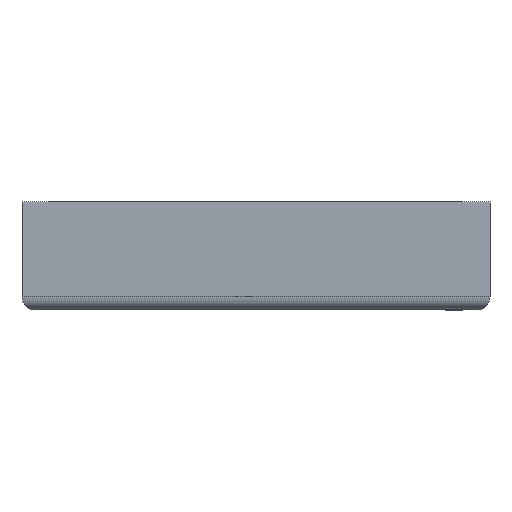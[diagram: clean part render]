
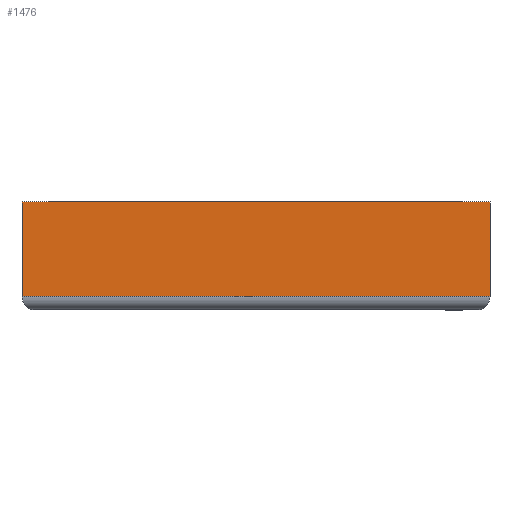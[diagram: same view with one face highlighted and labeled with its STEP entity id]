
A CAD part, front view. The second image highlights one B-rep face of the part: STEP entity #1476.
In plain terms, the highlighted planar face has unit normal (0, -1, 0).
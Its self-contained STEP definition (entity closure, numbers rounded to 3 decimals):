
#529 = PLANE('',#530);
#530 = AXIS2_PLACEMENT_3D('',#531,#532,#533);
#531 = CARTESIAN_POINT('',(-21.5,-21.,0.));
#532 = DIRECTION('',(-1.,0.,0.));
#533 = DIRECTION('',(0.,1.,0.));
#557 = PLANE('',#558);
#558 = AXIS2_PLACEMENT_3D('',#559,#560,#561);
#559 = CARTESIAN_POINT('',(-21.5,81.,12.));
#560 = DIRECTION('',(0.,0.,1.));
#561 = DIRECTION('',(1.,0.,0.));
#585 = PLANE('',#586);
#586 = AXIS2_PLACEMENT_3D('',#587,#588,#589);
#587 = CARTESIAN_POINT('',(30.5,81.,0.));
#588 = DIRECTION('',(1.,0.,0.));
#589 = DIRECTION('',(0.,-1.,0.));
#626 = EDGE_CURVE('',#627,#629,#631,.T.);
#627 = VERTEX_POINT('',#628);
#628 = CARTESIAN_POINT('',(-21.5,-21.,1.5));
#629 = VERTEX_POINT('',#630);
#630 = CARTESIAN_POINT('',(-21.5,-21.,12.));
#631 = SURFACE_CURVE('',#632,(#636,#643),.PCURVE_S1.);
#632 = LINE('',#633,#634);
#633 = CARTESIAN_POINT('',(-21.5,-21.,0.));
#634 = VECTOR('',#635,1.);
#635 = DIRECTION('',(0.,0.,1.));
#636 = PCURVE('',#529,#637);
#637 = DEFINITIONAL_REPRESENTATION('',(#638),#642);
#638 = LINE('',#639,#640);
#639 = CARTESIAN_POINT('',(0.,0.));
#640 = VECTOR('',#641,1.);
#641 = DIRECTION('',(0.,-1.));
#642 = ( GEOMETRIC_REPRESENTATION_CONTEXT(2) 
PARAMETRIC_REPRESENTATION_CONTEXT() REPRESENTATION_CONTEXT('2D SPACE',''
  ) );
#643 = PCURVE('',#644,#649);
#644 = PLANE('',#645);
#645 = AXIS2_PLACEMENT_3D('',#646,#647,#648);
#646 = CARTESIAN_POINT('',(30.5,-21.,0.));
#647 = DIRECTION('',(0.,-1.,0.));
#648 = DIRECTION('',(-1.,0.,0.));
#649 = DEFINITIONAL_REPRESENTATION('',(#650),#654);
#650 = LINE('',#651,#652);
#651 = CARTESIAN_POINT('',(52.,0.));
#652 = VECTOR('',#653,1.);
#653 = DIRECTION('',(0.,-1.));
#654 = ( GEOMETRIC_REPRESENTATION_CONTEXT(2) 
PARAMETRIC_REPRESENTATION_CONTEXT() REPRESENTATION_CONTEXT('2D SPACE',''
  ) );
#709 = EDGE_CURVE('',#710,#629,#712,.T.);
#710 = VERTEX_POINT('',#711);
#711 = CARTESIAN_POINT('',(30.5,-21.,12.));
#712 = SURFACE_CURVE('',#713,(#717,#724),.PCURVE_S1.);
#713 = LINE('',#714,#715);
#714 = CARTESIAN_POINT('',(30.5,-21.,12.));
#715 = VECTOR('',#716,1.);
#716 = DIRECTION('',(-1.,0.,0.));
#717 = PCURVE('',#557,#718);
#718 = DEFINITIONAL_REPRESENTATION('',(#719),#723);
#719 = LINE('',#720,#721);
#720 = CARTESIAN_POINT('',(52.,-102.));
#721 = VECTOR('',#722,1.);
#722 = DIRECTION('',(-1.,0.));
#723 = ( GEOMETRIC_REPRESENTATION_CONTEXT(2) 
PARAMETRIC_REPRESENTATION_CONTEXT() REPRESENTATION_CONTEXT('2D SPACE',''
  ) );
#724 = PCURVE('',#644,#725);
#725 = DEFINITIONAL_REPRESENTATION('',(#726),#730);
#726 = LINE('',#727,#728);
#727 = CARTESIAN_POINT('',(0.,-12.));
#728 = VECTOR('',#729,1.);
#729 = DIRECTION('',(1.,0.));
#730 = ( GEOMETRIC_REPRESENTATION_CONTEXT(2) 
PARAMETRIC_REPRESENTATION_CONTEXT() REPRESENTATION_CONTEXT('2D SPACE',''
  ) );
#1326 = EDGE_CURVE('',#1327,#710,#1329,.T.);
#1327 = VERTEX_POINT('',#1328);
#1328 = CARTESIAN_POINT('',(30.5,-21.,1.5));
#1329 = SURFACE_CURVE('',#1330,(#1334,#1341),.PCURVE_S1.);
#1330 = LINE('',#1331,#1332);
#1331 = CARTESIAN_POINT('',(30.5,-21.,0.));
#1332 = VECTOR('',#1333,1.);
#1333 = DIRECTION('',(0.,0.,1.));
#1334 = PCURVE('',#585,#1335);
#1335 = DEFINITIONAL_REPRESENTATION('',(#1336),#1340);
#1336 = LINE('',#1337,#1338);
#1337 = CARTESIAN_POINT('',(102.,0.));
#1338 = VECTOR('',#1339,1.);
#1339 = DIRECTION('',(0.,-1.));
#1340 = ( GEOMETRIC_REPRESENTATION_CONTEXT(2) 
PARAMETRIC_REPRESENTATION_CONTEXT() REPRESENTATION_CONTEXT('2D SPACE',''
  ) );
#1341 = PCURVE('',#644,#1342);
#1342 = DEFINITIONAL_REPRESENTATION('',(#1343),#1347);
#1343 = LINE('',#1344,#1345);
#1344 = CARTESIAN_POINT('',(0.,-0.));
#1345 = VECTOR('',#1346,1.);
#1346 = DIRECTION('',(0.,-1.));
#1347 = ( GEOMETRIC_REPRESENTATION_CONTEXT(2) 
PARAMETRIC_REPRESENTATION_CONTEXT() REPRESENTATION_CONTEXT('2D SPACE',''
  ) );
#1476 = ADVANCED_FACE('',(#1477),#644,.T.);
#1477 = FACE_BOUND('',#1478,.T.);
#1478 = EDGE_LOOP('',(#1479,#1480,#1481,#1482));
#1479 = ORIENTED_EDGE('',*,*,#1326,.T.);
#1480 = ORIENTED_EDGE('',*,*,#709,.T.);
#1481 = ORIENTED_EDGE('',*,*,#626,.F.);
#1482 = ORIENTED_EDGE('',*,*,#1483,.F.);
#1483 = EDGE_CURVE('',#1327,#627,#1484,.T.);
#1484 = SURFACE_CURVE('',#1485,(#1489,#1496),.PCURVE_S1.);
#1485 = LINE('',#1486,#1487);
#1486 = CARTESIAN_POINT('',(30.5,-21.,1.5));
#1487 = VECTOR('',#1488,1.);
#1488 = DIRECTION('',(-1.,0.,0.));
#1489 = PCURVE('',#644,#1490);
#1490 = DEFINITIONAL_REPRESENTATION('',(#1491),#1495);
#1491 = LINE('',#1492,#1493);
#1492 = CARTESIAN_POINT('',(0.,-1.5));
#1493 = VECTOR('',#1494,1.);
#1494 = DIRECTION('',(1.,0.));
#1495 = ( GEOMETRIC_REPRESENTATION_CONTEXT(2) 
PARAMETRIC_REPRESENTATION_CONTEXT() REPRESENTATION_CONTEXT('2D SPACE',''
  ) );
#1496 = PCURVE('',#1497,#1502);
#1497 = CYLINDRICAL_SURFACE('',#1498,1.5);
#1498 = AXIS2_PLACEMENT_3D('',#1499,#1500,#1501);
#1499 = CARTESIAN_POINT('',(30.5,-19.5,1.5));
#1500 = DIRECTION('',(-1.,0.,0.));
#1501 = DIRECTION('',(0.,0.,-1.));
#1502 = DEFINITIONAL_REPRESENTATION('',(#1503),#1507);
#1503 = LINE('',#1504,#1505);
#1504 = CARTESIAN_POINT('',(1.571,0.));
#1505 = VECTOR('',#1506,1.);
#1506 = DIRECTION('',(0.,1.));
#1507 = ( GEOMETRIC_REPRESENTATION_CONTEXT(2) 
PARAMETRIC_REPRESENTATION_CONTEXT() REPRESENTATION_CONTEXT('2D SPACE',''
  ) );
